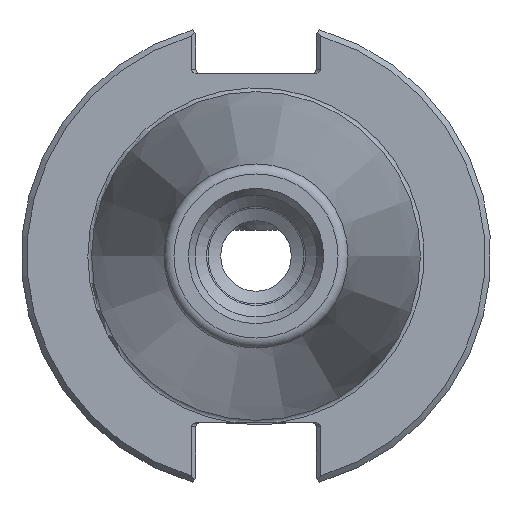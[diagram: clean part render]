
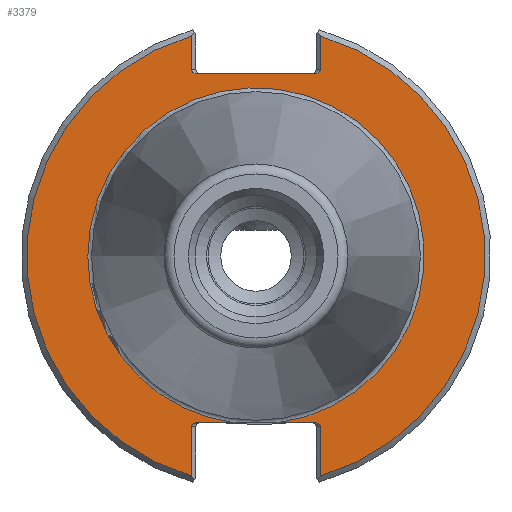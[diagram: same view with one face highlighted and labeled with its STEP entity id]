
A CAD part, left-side view. The second image highlights one B-rep face of the part: STEP entity #3379.
In plain terms, the highlighted planar face has unit normal (-1, 0, 0).
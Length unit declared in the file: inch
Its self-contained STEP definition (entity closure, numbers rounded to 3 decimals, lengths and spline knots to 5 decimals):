
#2437=CARTESIAN_POINT('',(0.125,0.345,0.992));
#2438=VERTEX_POINT('',#2437);
#2445=CARTESIAN_POINT('',(0.125,0.31672,0.972));
#2446=VERTEX_POINT('',#2445);
#2447=CARTESIAN_POINT('',(0.125,0.31672,0.992));
#2448=DIRECTION('',(-1.0,0.0,0.0));
#2449=DIRECTION('',(0.0,1.0,0.0));
#2450=AXIS2_PLACEMENT_3D('',#2447,#2448,#2449);
#2451=ELLIPSE('',#2450,0.02828,0.02);
#2452=EDGE_CURVE('',#2438,#2446,#2451,.T.);
#2537=CARTESIAN_POINT('',(0.125,0.345,1.1702));
#2538=VERTEX_POINT('',#2537);
#2545=CARTESIAN_POINT('',(0.125,0.345,1.1702));
#2546=DIRECTION('',(0.0,0.0,-1.0));
#2547=VECTOR('',#2546,0.1782);
#2548=LINE('',#2545,#2547);
#2549=EDGE_CURVE('',#2538,#2438,#2548,.T.);
#2649=CARTESIAN_POINT('',(0.125,-0.31672,0.972));
#2650=VERTEX_POINT('',#2649);
#2657=CARTESIAN_POINT('',(0.125,-0.345,0.992));
#2658=VERTEX_POINT('',#2657);
#2659=CARTESIAN_POINT('',(0.125,-0.31672,0.992));
#2660=DIRECTION('',(-1.0,0.0,0.0));
#2661=DIRECTION('',(0.0,-1.0,0.0));
#2662=AXIS2_PLACEMENT_3D('',#2659,#2660,#2661);
#2663=ELLIPSE('',#2662,0.02828,0.02);
#2664=EDGE_CURVE('',#2650,#2658,#2663,.T.);
#2714=CARTESIAN_POINT('',(0.125,-0.345,1.1702));
#2715=VERTEX_POINT('',#2714);
#2716=CARTESIAN_POINT('',(0.125,-0.345,0.992));
#2717=DIRECTION('',(0.0,0.0,1.0));
#2718=VECTOR('',#2717,0.1782);
#2719=LINE('',#2716,#2718);
#2720=EDGE_CURVE('',#2658,#2715,#2719,.T.);
#2738=CARTESIAN_POINT('',(0.125,-0.345,-0.908));
#2739=VERTEX_POINT('',#2738);
#2740=CARTESIAN_POINT('',(0.125,-0.31672,-0.888));
#2741=VERTEX_POINT('',#2740);
#2742=CARTESIAN_POINT('',(0.125,-0.31672,-0.908));
#2743=DIRECTION('',(-1.0,0.0,0.0));
#2744=DIRECTION('',(0.0,-1.0,0.0));
#2745=AXIS2_PLACEMENT_3D('',#2742,#2743,#2744);
#2746=ELLIPSE('',#2745,0.02828,0.02);
#2747=EDGE_CURVE('',#2739,#2741,#2746,.T.);
#2845=CARTESIAN_POINT('',(0.125,-0.345,-1.1702));
#2846=VERTEX_POINT('',#2845);
#2853=CARTESIAN_POINT('',(0.125,-0.345,-1.1702));
#2854=DIRECTION('',(0.0,0.0,1.0));
#2855=VECTOR('',#2854,0.2622);
#2856=LINE('',#2853,#2855);
#2857=EDGE_CURVE('',#2846,#2739,#2856,.T.);
#2957=CARTESIAN_POINT('',(0.125,0.31672,-0.888));
#2958=VERTEX_POINT('',#2957);
#2965=CARTESIAN_POINT('',(0.125,0.345,-0.908));
#2966=VERTEX_POINT('',#2965);
#2967=CARTESIAN_POINT('',(0.125,0.31672,-0.908));
#2968=DIRECTION('',(-1.0,0.0,0.0));
#2969=DIRECTION('',(0.0,1.0,0.0));
#2970=AXIS2_PLACEMENT_3D('',#2967,#2968,#2969);
#2971=ELLIPSE('',#2970,0.02828,0.02);
#2972=EDGE_CURVE('',#2958,#2966,#2971,.T.);
#3022=CARTESIAN_POINT('',(0.125,0.345,-1.1702));
#3023=VERTEX_POINT('',#3022);
#3024=CARTESIAN_POINT('',(0.125,0.345,-0.908));
#3025=DIRECTION('',(0.0,0.0,-1.0));
#3026=VECTOR('',#3025,0.2622);
#3027=LINE('',#3024,#3026);
#3028=EDGE_CURVE('',#2966,#3023,#3027,.T.);
#3095=CARTESIAN_POINT('',(0.125,0.31672,0.972));
#3096=DIRECTION('',(0.0,-1.0,0.0));
#3097=VECTOR('',#3096,0.63343);
#3098=LINE('',#3095,#3097);
#3099=EDGE_CURVE('',#2446,#2650,#3098,.T.);
#3297=CARTESIAN_POINT('',(0.125,-0.11172,-0.888));
#3298=VERTEX_POINT('',#3297);
#3299=CARTESIAN_POINT('',(0.125,0.11172,-0.888));
#3300=VERTEX_POINT('',#3299);
#3315=CARTESIAN_POINT('',(0.125,0.,0.0));
#3316=DIRECTION('',(-1.0,0.0,0.0));
#3317=DIRECTION('',(0.0,-1.0,0.0));
#3318=AXIS2_PLACEMENT_3D('',#3315,#3316,#3317);
#3319=CIRCLE('',#3318,0.895);
#3320=EDGE_CURVE('',#3298,#3300,#3319,.T.);
#3336=CARTESIAN_POINT('',(0.125,1.0625,0.0));
#3337=DIRECTION('',(-1.0,0.0,0.0));
#3338=DIRECTION('',(0.0,0.0,1.0));
#3339=AXIS2_PLACEMENT_3D('',#3336,#3337,#3338);
#3340=PLANE('',#3339);
#3341=ORIENTED_EDGE('',*,*,#3320,.F.);
#3342=CARTESIAN_POINT('',(0.125,-0.31672,-0.888));
#3343=DIRECTION('',(0.0,1.0,0.0));
#3344=VECTOR('',#3343,0.205);
#3345=LINE('',#3342,#3344);
#3346=EDGE_CURVE('',#2741,#3298,#3345,.T.);
#3347=ORIENTED_EDGE('',*,*,#3346,.F.);
#3348=ORIENTED_EDGE('',*,*,#2747,.F.);
#3349=ORIENTED_EDGE('',*,*,#2857,.F.);
#3350=CARTESIAN_POINT('',(0.125,0.,0.0));
#3351=DIRECTION('',(1.0,0.0,0.0));
#3352=DIRECTION('',(0.0,-1.0,0.0));
#3353=AXIS2_PLACEMENT_3D('',#3350,#3351,#3352);
#3354=CIRCLE('',#3353,1.22);
#3355=EDGE_CURVE('',#2715,#2846,#3354,.T.);
#3356=ORIENTED_EDGE('',*,*,#3355,.F.);
#3357=ORIENTED_EDGE('',*,*,#2720,.F.);
#3358=ORIENTED_EDGE('',*,*,#2664,.F.);
#3359=ORIENTED_EDGE('',*,*,#3099,.F.);
#3360=ORIENTED_EDGE('',*,*,#2452,.F.);
#3361=ORIENTED_EDGE('',*,*,#2549,.F.);
#3362=CARTESIAN_POINT('',(0.125,0.,0.0));
#3363=DIRECTION('',(1.0,0.0,0.0));
#3364=DIRECTION('',(0.0,1.0,0.0));
#3365=AXIS2_PLACEMENT_3D('',#3362,#3363,#3364);
#3366=CIRCLE('',#3365,1.22);
#3367=EDGE_CURVE('',#3023,#2538,#3366,.T.);
#3368=ORIENTED_EDGE('',*,*,#3367,.F.);
#3369=ORIENTED_EDGE('',*,*,#3028,.F.);
#3370=ORIENTED_EDGE('',*,*,#2972,.F.);
#3371=CARTESIAN_POINT('',(0.125,0.11172,-0.888));
#3372=DIRECTION('',(0.0,1.0,0.0));
#3373=VECTOR('',#3372,0.205);
#3374=LINE('',#3371,#3373);
#3375=EDGE_CURVE('',#3300,#2958,#3374,.T.);
#3376=ORIENTED_EDGE('',*,*,#3375,.F.);
#3377=EDGE_LOOP('',(#3341,#3347,#3348,#3349,#3356,#3357,#3358,#3359,#3360,#3361,#3368,#3369,#3370,#3376));
#3378=FACE_OUTER_BOUND('',#3377,.T.);
#3379=ADVANCED_FACE('',(#3378),#3340,.T.);
